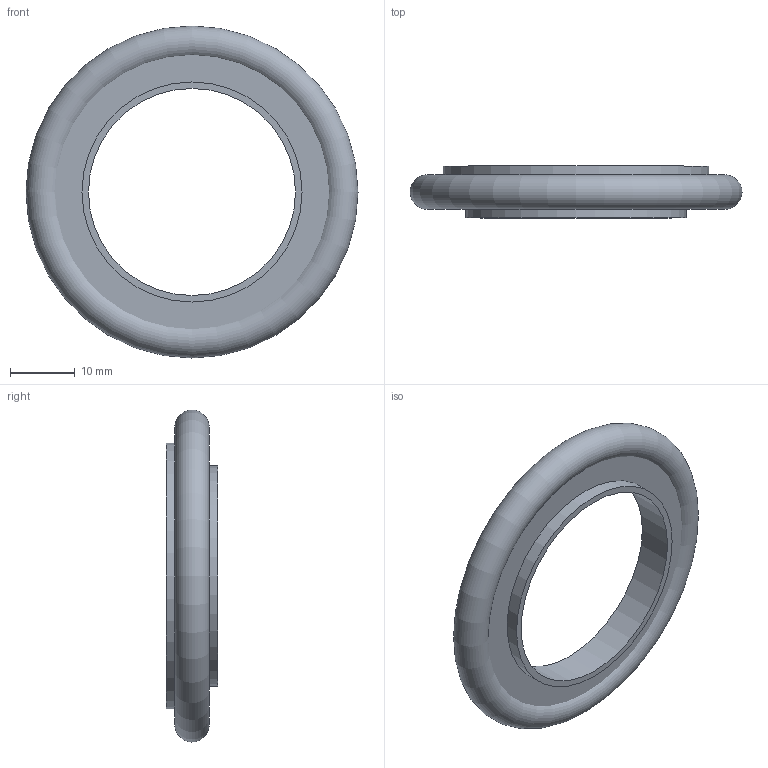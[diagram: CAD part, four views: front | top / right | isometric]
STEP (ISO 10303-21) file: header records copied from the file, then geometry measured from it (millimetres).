
FILE_DESCRIPTION(/* description */ (''),/* implementation_level */ '2;1');
FILE_NAME(/* name */ 'FL-CRSV40-32KF.stp',/* time_stamp */ '2018-03-12T13:59:52+00:00',/* author */ ('paul'),/* organization */ (''),/* preprocessor_version */ 'ST-DEVELOPER v17',/* originating_system */ 'Autodesk Inventor 2018',/* authorisation */ '');
FILE_SCHEMA (('AUTOMOTIVE_DESIGN { 1 0 10303 214 3 1 1 }'));
Length unit declared in the file: millimetre
Products named in the file (3): FL-CRSV40-32KF; o ring carrier 40-32; Oring BS326
Assembly tree (2 placements, depth 2):
  FL-CRSV40-32KF
    o ring carrier 40-32
    Oring BS326
Bounding box: 51.3 x 8 x 51.3 mm (x, y, z)
Volume: 5807.7 mm3; surface area: 5699.3 mm2
Topology: 2 solids, 2 shells, 14 faces, 37 edges, 28 vertices
Faces by surface type: torus 5, plane 5, cylinder 4
Full cylindrical faces by diameter (mm): 32 x1, 34 x1, 40 x1, 41 x1
Entity records: 592 total; most frequent: DIRECTION 108, CARTESIAN_POINT 84, ORIENTED_EDGE 74, AXIS2_PLACEMENT_3D 52, EDGE_CURVE 37, CIRCLE 33, VERTEX_POINT 28, EDGE_LOOP 19
